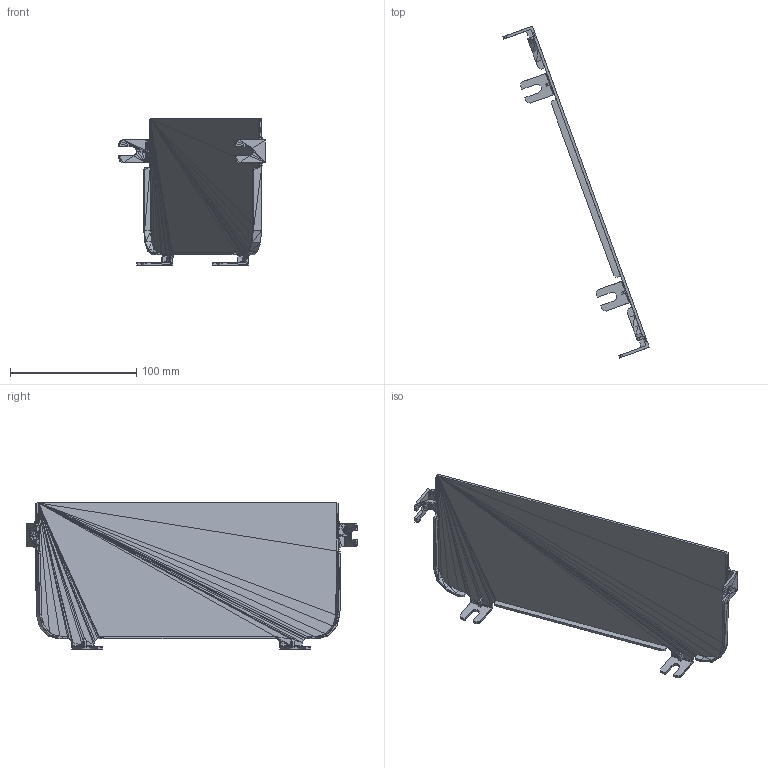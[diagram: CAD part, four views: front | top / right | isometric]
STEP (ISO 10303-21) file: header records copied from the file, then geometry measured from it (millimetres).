
FILE_DESCRIPTION(('FreeCAD Model'),'2;1');
FILE_NAME('Open CASCADE Shape Model','2022-12-01T12:43:16',('Author'),( ''),'Open CASCADE STEP processor 7.6','FreeCAD','Unknown');
FILE_SCHEMA(('AUTOMOTIVE_DESIGN { 1 0 10303 214 1 1 1 1 }'));
Length unit declared in the file: millimetre
Products named in the file (1): DS_240_316G0___________________________________________________________
______240mm_end_cap___________________001001 (Solid)
Bounding box: 115.91 x 262.46 x 115.51 mm (x, y, z)
Volume: 60717.5 mm3; surface area: 63303.2 mm2
Topology: 1 solids, 1 shells, 494 faces, 832 edges, 340 vertices
Faces by surface type: plane 494
Entity records: 21302 total; most frequent: DIRECTION 3486, CARTESIAN_POINT 3331, LINE 2496, VECTOR 2496, ORIENTED_EDGE 1664, PCURVE 1664, DEFINITIONAL_REPRESENTATION 1664, EDGE_CURVE 832
